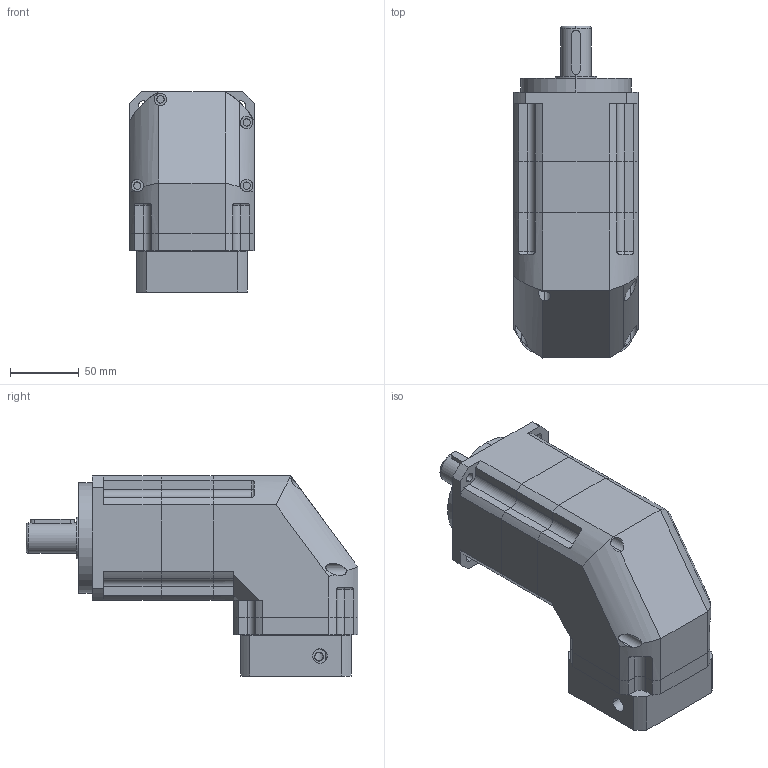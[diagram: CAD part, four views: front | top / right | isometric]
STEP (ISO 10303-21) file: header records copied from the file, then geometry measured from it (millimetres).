
FILE_DESCRIPTION (( 'STEP AP203' ), '1' );
FILE_NAME ('WABR090-L2(19-41-70-90-M5).STEP', '2018-09-28T01:49:38', ( 'wanshsin' ), ( 'Microsoft' ), 'SwSTEP 2.0', 'SolidWorks 2016', '' );
FILE_SCHEMA (( 'CONFIG_CONTROL_DESIGN' ));
Length unit declared in the file: millimetre
Products named in the file (5): 俴陎楊擘-WAB090-L1; 俴陎菁釱-WAB090-DZ(750W)-(19-41-70-90-M6); WABR090眊极; 内齿圈-WAB090-RING; WABR090-L2(19-41-70-90-M5)
Assembly tree (4 placements, depth 2):
  WABR090-L2(19-41-70-90-M5)
    俴陎楊擘-WAB090-L1
    俴陎菁釱-WAB090-DZ(750W)-(19-41-70-90-M6)
    WABR090眊极
    内齿圈-WAB090-RING
Bounding box: 90 x 240.5 x 145 mm (x, y, z)
Volume: 1346726.9 mm3; surface area: 204673.2 mm2
Topology: 7 solids, 7 shells, 589 faces, 1749 edges, 1102 vertices
Faces by surface type: cylinder 265, cone 164, plane 154, bspline 4, torus 2
Entity records: 22606 total; most frequent: CARTESIAN_POINT 5940, DIRECTION 3455, ORIENTED_EDGE 3438, EDGE_CURVE 1719, AXIS2_PLACEMENT_3D 1370, VERTEX_POINT 1102, CIRCLE 778, EDGE_LOOP 735
